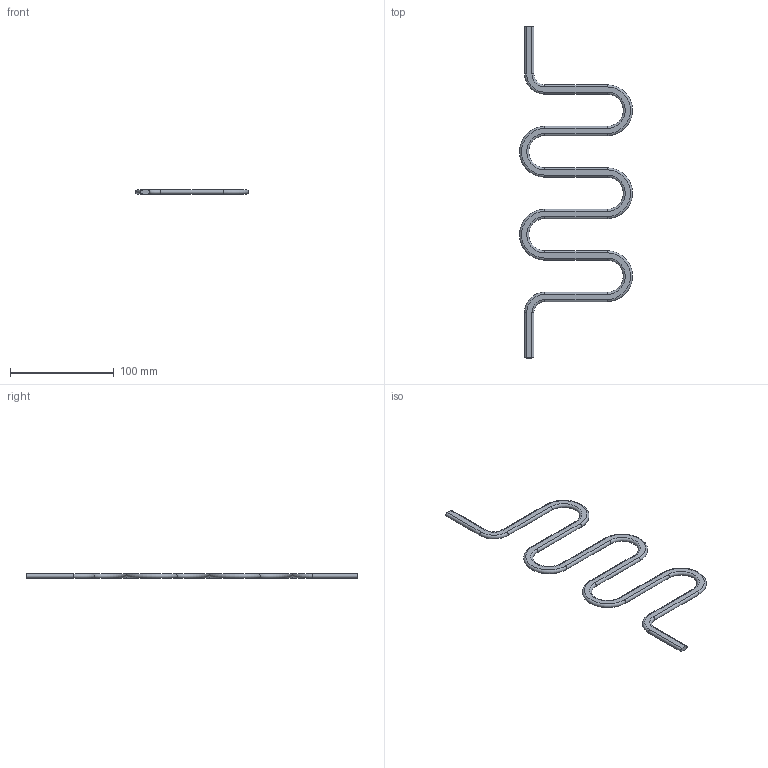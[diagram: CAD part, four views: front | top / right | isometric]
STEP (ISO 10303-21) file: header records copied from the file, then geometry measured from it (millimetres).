
FILE_DESCRIPTION(('CATIA V5 STEP Exchange'),'2;1');
FILE_NAME('S Tube E-Hole.stp','2023-03-27T06:41:57+00:00',('none'),('none'),'CATIA Version 5 Release 21 GA (IN-10)','CATIA V5 STEP AP203','none');
FILE_SCHEMA(('CONFIG_CONTROL_DESIGN'));
Length unit declared in the file: millimetre
Products named in the file (1): S Tube
Bounding box: 109 x 320.13 x 4 mm (x, y, z)
Volume: 26424.8 mm3; surface area: 18375.8 mm2
Topology: 1 solids, 1 shells, 34 faces, 96 edges, 64 vertices
Faces by surface type: cylinder 16, torus 14, plane 4
Entity records: 1116 total; most frequent: CARTESIAN_POINT 194, ORIENTED_EDGE 192, DIRECTION 162, EDGE_CURVE 96, AXIS2_PLACEMENT_3D 94, VERTEX_POINT 64, CIRCLE 60, VECTOR 36
